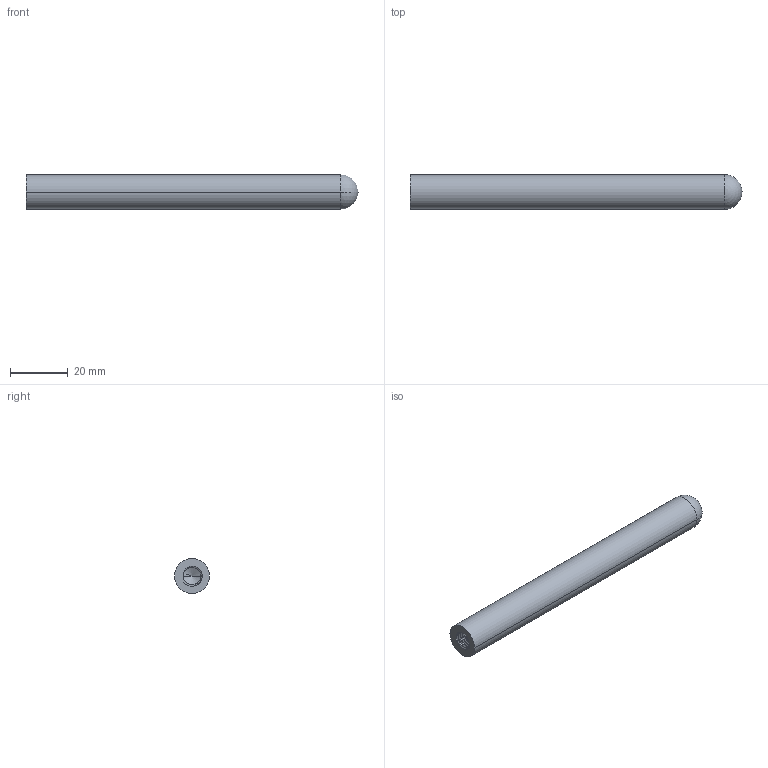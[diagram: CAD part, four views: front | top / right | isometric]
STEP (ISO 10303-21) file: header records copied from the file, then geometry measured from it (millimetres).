
FILE_DESCRIPTION (( 'STEP AP203' ), '1' );
FILE_NAME ('3D_GC_2332_115_188704260.STEP', '2024-10-15T11:12:21', ( '' ), ( '' ), 'SwSTEP 2.0', 'SolidWorks 2024', '' );
FILE_SCHEMA (( 'CONFIG_CONTROL_DESIGN' ));
Length unit declared in the file: millimetre
Products named in the file (1): 3D_GC_2332_115_188704260
Bounding box: 115 x 12 x 12 mm (x, y, z)
Volume: 12193.3 mm3; surface area: 4978.6 mm2
Topology: 1 solids, 1 shells, 39 faces, 111 edges, 71 vertices
Faces by surface type: cylinder 30, bspline 3, cone 2, sphere 2, plane 2
Entity records: 3438 total; most frequent: CARTESIAN_POINT 2560, ORIENTED_EDGE 210, DIRECTION 128, EDGE_CURVE 105, VERTEX_POINT 69, AXIS2_PLACEMENT_3D 46, EDGE_LOOP 40, ADVANCED_FACE 39
